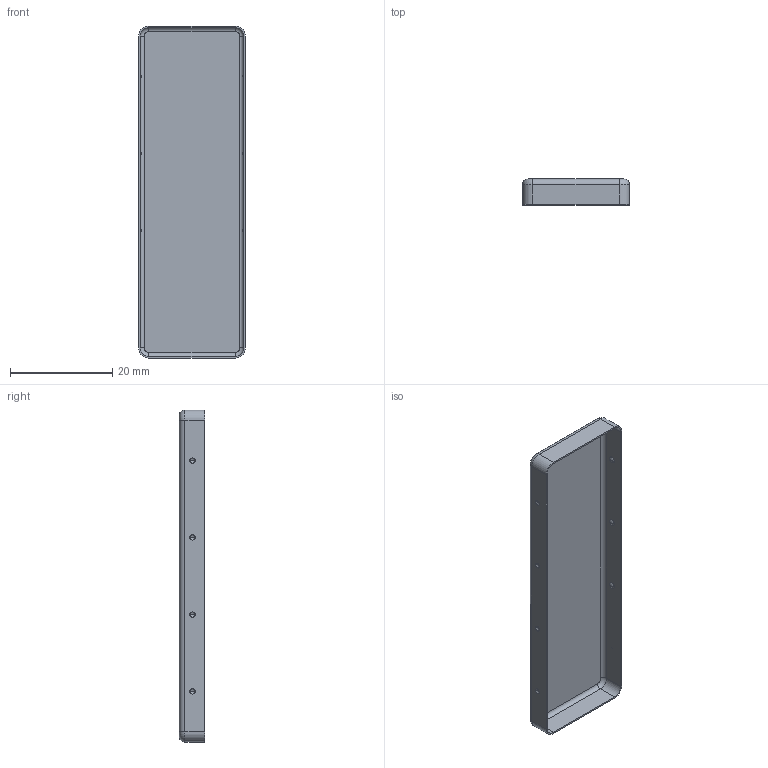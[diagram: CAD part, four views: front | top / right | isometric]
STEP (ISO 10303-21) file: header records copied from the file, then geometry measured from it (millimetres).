
FILE_DESCRIPTION (( 'STEP AP203' ), '1' );
FILE_NAME ('MS643-10C.step', '2024-04-07T09:06:04', ( '' ), ( '' ), 'SwSTEP 2.0', 'SolidWorks 2023', '' );
FILE_SCHEMA (( 'CONFIG_CONTROL_DESIGN' ));
Length unit declared in the file: millimetre
Products named in the file (1): MS643-10C
Bounding box: 20.9 x 5 x 64.9 mm (x, y, z)
Volume: 621.2 mm3; surface area: 4193.7 mm2
Topology: 1 solids, 1 shells, 70 faces, 144 edges, 90 vertices
Faces by surface type: sphere 28, plane 18, cylinder 16, torus 8
Entity records: 1957 total; most frequent: DIRECTION 382, CARTESIAN_POINT 305, ORIENTED_EDGE 288, AXIS2_PLACEMENT_3D 167, EDGE_CURVE 144, CIRCLE 96, VERTEX_POINT 90, EDGE_LOOP 84
